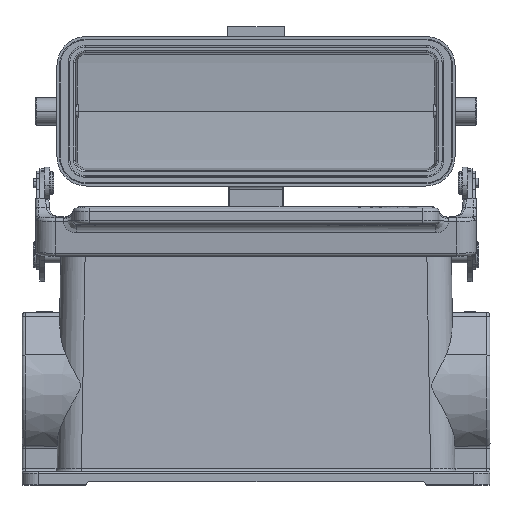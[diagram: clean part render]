
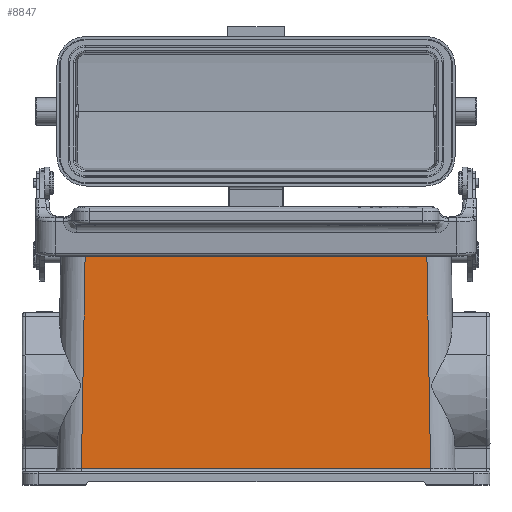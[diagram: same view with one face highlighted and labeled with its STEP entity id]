
A CAD part, top view. The second image highlights one B-rep face of the part: STEP entity #8847.
In plain terms, the highlighted planar face has unit normal (0, 0.018, 1).
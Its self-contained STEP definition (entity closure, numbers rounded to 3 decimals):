
#2598=LINE('',#60236,#4903);
#2760=LINE('',#62244,#5065);
#2818=LINE('',#63200,#5123);
#2820=LINE('',#63203,#5125);
#4903=VECTOR('',#46469,1.);
#5065=VECTOR('',#47171,1.);
#5123=VECTOR('',#47433,1.);
#5125=VECTOR('',#47437,1.);
#8847=ADVANCED_FACE('',(#11955),#10669,.T.);
#10669=PLANE('',#41538);
#11955=FACE_OUTER_BOUND('',#14296,.T.);
#14296=EDGE_LOOP('',(#20215,#20216,#20217,#20218));
#20215=ORIENTED_EDGE('',*,*,#33575,.T.);
#20216=ORIENTED_EDGE('',*,*,#34147,.F.);
#20217=ORIENTED_EDGE('',*,*,#33997,.T.);
#20218=ORIENTED_EDGE('',*,*,#34145,.F.);
#29128=VERTEX_POINT('',#60151);
#29142=VERTEX_POINT('',#60224);
#29401=VERTEX_POINT('',#62219);
#29403=VERTEX_POINT('',#62243);
#33575=EDGE_CURVE('',#29142,#29128,#2598,.T.);
#33997=EDGE_CURVE('',#29401,#29403,#2760,.T.);
#34145=EDGE_CURVE('',#29142,#29403,#2818,.T.);
#34147=EDGE_CURVE('',#29401,#29128,#2820,.T.);
#41538=AXIS2_PLACEMENT_3D('',#63204,#47438,#47439);
#46469=DIRECTION('',(-1.,0.,0.));
#47171=DIRECTION('',(1.,0.,0.));
#47433=DIRECTION('',(0.017,-1.,0.017));
#47437=DIRECTION('',(0.017,1.,-0.017));
#47438=DIRECTION('',(0.,0.017,1.));
#47439=DIRECTION('',(0.,-1.,0.017));
#60151=CARTESIAN_POINT('',(20.49,74.509,-6.491));
#60224=CARTESIAN_POINT('',(125.51,74.509,-6.491));
#60236=CARTESIAN_POINT('',(125.51,74.509,-6.491));
#62219=CARTESIAN_POINT('',(19.277,4.983,-5.278));
#62243=CARTESIAN_POINT('',(126.723,4.983,-5.278));
#62244=CARTESIAN_POINT('',(19.277,4.983,-5.278));
#63200=CARTESIAN_POINT('',(125.51,74.509,-6.491));
#63203=CARTESIAN_POINT('',(19.277,4.983,-5.278));
#63204=CARTESIAN_POINT('',(73.,39.746,-5.885));
